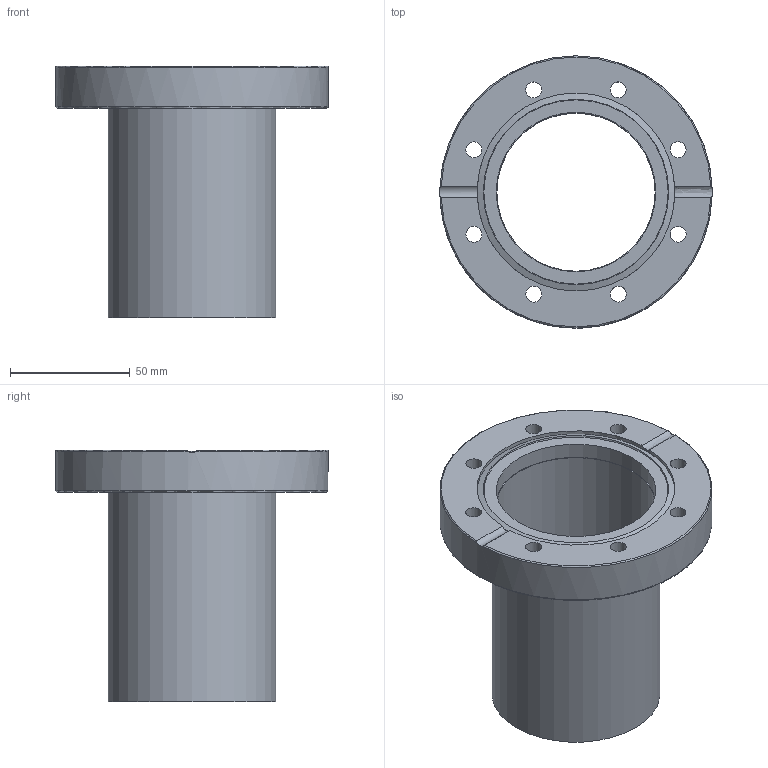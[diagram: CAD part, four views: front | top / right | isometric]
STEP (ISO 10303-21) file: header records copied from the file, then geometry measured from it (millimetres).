
FILE_DESCRIPTION((''),'2;1');
FILE_NAME('TU63T-70-304.stp','2009-04-03T10:41:10',('hasers'),(''),'Autodesk Inventor 2008','Autodesk Inventor 2008','');
FILE_SCHEMA(('AUTOMOTIVE_DESIGN { 1 0 10303 214 1 1 1 1 }'));
Length unit declared in the file: millimetre
Products named in the file (3): TU63T-70-304; CF-07 [Keywords [Summary]=1.4301][Company [Summary]=Vacom][Title [Summary]=F63B70T]; Rohre [Subject [Summary]=normal][Keywords [Summary]=1.4301][Title [Summary]=70x2,0 (0,5m)]_2
Assembly tree (2 placements, depth 2):
  TU63T-70-304
    CF-07 [Keywords [Summary]=1.4301][Company [Summary]=Vacom][Title [Summary]=F63B70T]
    Rohre [Subject [Summary]=normal][Keywords [Summary]=1.4301][Title [Summary]=70x2,0 (0,5m)]_2
Bounding box: 113.5 x 113.5 x 105 mm (x, y, z)
Volume: 146680.7 mm3; surface area: 68113.9 mm2
Topology: 2 solids, 2 shells, 29 faces, 76 edges, 52 vertices
Faces by surface type: bspline 9, cylinder 7, plane 7, torus 4, cone 2
Full cylindrical faces by diameter (mm): 66 x1, 66.5 x1, 70 x1, 70.3 x1, 82.5 x1, 113.5 x1
Entity records: 1084 total; most frequent: CARTESIAN_POINT 393, DIRECTION 126, ORIENTED_EDGE 96, EDGE_LOOP 68, AXIS2_PLACEMENT_3D 61, EDGE_CURVE 48, VERTEX_POINT 42, FACE_BOUND 39
